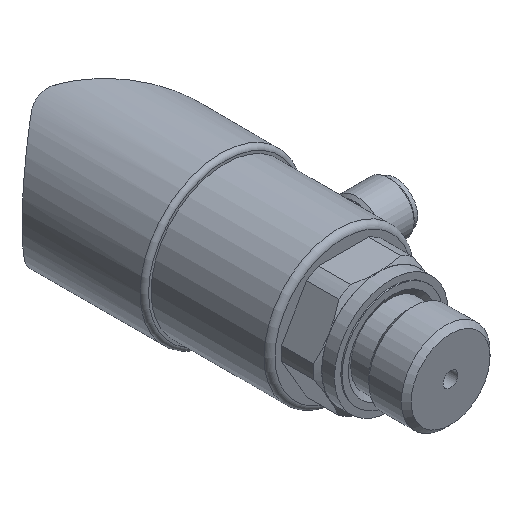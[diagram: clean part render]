
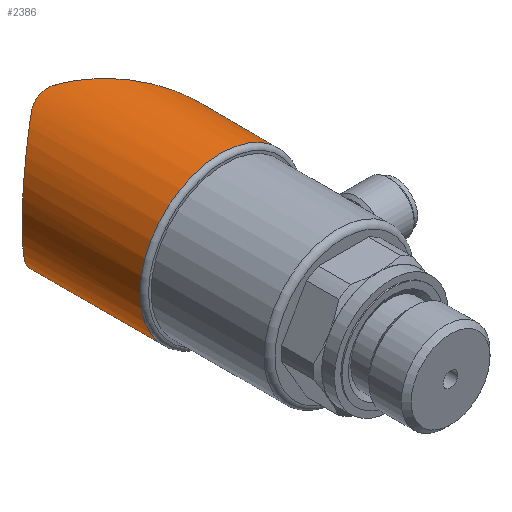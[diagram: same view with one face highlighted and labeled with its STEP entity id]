
A CAD part, isometric view. The second image highlights one B-rep face of the part: STEP entity #2386.
In plain terms, the highlighted cylindrical face has radius 19.1 mm (diameter 38.2 mm), a full revolution.
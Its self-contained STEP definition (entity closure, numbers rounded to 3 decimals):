
#31=ELLIPSE('',#2541,23.74,19.1);
#259=B_SPLINE_CURVE_WITH_KNOTS('',3,(#3396,#3397,#3398,#3399,#3400,#3401,
#3402,#3403,#3404,#3405,#3406,#3407,#3408,#3409,#3410,#3411,#3412,#3413,
#3414,#3415,#3416),.UNSPECIFIED.,.F.,.F.,(4,1,1,1,1,1,1,1,1,1,1,1,1,1,1,
1,1,1,4),(0.,0.005,0.01,0.016,
0.021,0.026,0.031,0.036,
0.042,0.047,0.049,0.052,
0.057,0.062,0.065,0.068,
0.073,0.078,0.083),.UNSPECIFIED.);
#274=B_SPLINE_CURVE_WITH_KNOTS('',3,(#3513,#3514,#3515,#3516,#3517),
 .UNSPECIFIED.,.F.,.F.,(4,1,4),(0.,0.003,
0.007),.UNSPECIFIED.);
#275=B_SPLINE_CURVE_WITH_KNOTS('',3,(#3521,#3522,#3523,#3524,#3525),
 .UNSPECIFIED.,.F.,.F.,(4,1,4),(0.,0.003,
0.007),.UNSPECIFIED.);
#422=ORIENTED_EDGE('',*,*,#850,.F.);
#423=ORIENTED_EDGE('',*,*,#849,.T.);
#424=ORIENTED_EDGE('',*,*,#851,.F.);
#425=ORIENTED_EDGE('',*,*,#847,.T.);
#426=ORIENTED_EDGE('',*,*,#828,.T.);
#828=EDGE_CURVE('',#1039,#1038,#259,.T.);
#847=EDGE_CURVE('',#1052,#1039,#274,.T.);
#849=EDGE_CURVE('',#1038,#1053,#275,.T.);
#850=EDGE_CURVE('',#1054,#1054,#1149,.T.);
#851=EDGE_CURVE('',#1052,#1053,#31,.T.);
#1038=VERTEX_POINT('',#3395);
#1039=VERTEX_POINT('',#3417);
#1052=VERTEX_POINT('',#3518);
#1053=VERTEX_POINT('',#3520);
#1054=VERTEX_POINT('',#3528);
#1149=CIRCLE('',#2540,19.1);
#1221=EDGE_LOOP('',(#422));
#1222=EDGE_LOOP('',(#423,#424,#425,#426));
#1383=FACE_BOUND('',#1221,.T.);
#1384=FACE_BOUND('',#1222,.T.);
#1525=CYLINDRICAL_SURFACE('',#2539,19.1);
#2386=ADVANCED_FACE('',(#1383,#1384),#1525,.T.);
#2539=AXIS2_PLACEMENT_3D('',#3526,#2816,#2817);
#2540=AXIS2_PLACEMENT_3D('',#3527,#2818,#2819);
#2541=AXIS2_PLACEMENT_3D('',#3529,#2820,#2821);
#2816=DIRECTION('',(0.,-1.,0.));
#2817=DIRECTION('',(0.,0.,-1.));
#2818=DIRECTION('',(0.,-1.,0.));
#2819=DIRECTION('',(0.,0.,-1.));
#2820=DIRECTION('',(-0.594,0.805,0.));
#2821=DIRECTION('',(-0.805,-0.594,0.));
#3395=CARTESIAN_POINT('',(-4.87,88.522,18.469));
#3396=CARTESIAN_POINT('',(-4.87,88.522,-18.469));
#3397=CARTESIAN_POINT('',(-3.485,87.504,-18.834));
#3398=CARTESIAN_POINT('',(-0.745,85.42,-19.232));
#3399=CARTESIAN_POINT('',(3.332,82.101,-18.95));
#3400=CARTESIAN_POINT('',(7.176,78.755,-17.852));
#3401=CARTESIAN_POINT('',(10.776,75.415,-15.946));
#3402=CARTESIAN_POINT('',(13.963,72.274,-13.265));
#3403=CARTESIAN_POINT('',(16.671,69.459,-9.7));
#3404=CARTESIAN_POINT('',(18.606,67.353,-5.227));
#3405=CARTESIAN_POINT('',(19.347,66.523,0.01));
#3406=CARTESIAN_POINT('',(18.729,67.215,4.367));
#3407=CARTESIAN_POINT('',(17.621,68.425,7.5));
#3408=CARTESIAN_POINT('',(16.214,69.933,10.3));
#3409=CARTESIAN_POINT('',(13.949,72.288,13.28));
#3410=CARTESIAN_POINT('',(11.296,74.901,15.507));
#3411=CARTESIAN_POINT('',(8.951,77.108,16.913));
#3412=CARTESIAN_POINT('',(6.526,79.32,18.037));
#3413=CARTESIAN_POINT('',(3.28,82.145,18.96));
#3414=CARTESIAN_POINT('',(-0.745,85.419,19.228));
#3415=CARTESIAN_POINT('',(-3.484,87.503,18.834));
#3416=CARTESIAN_POINT('',(-4.87,88.522,18.469));
#3417=CARTESIAN_POINT('',(-4.87,88.522,-18.469));
#3513=CARTESIAN_POINT('',(-10.669,88.423,-15.842));
#3514=CARTESIAN_POINT('',(-9.866,89.015,-16.383));
#3515=CARTESIAN_POINT('',(-7.949,89.709,-17.485));
#3516=CARTESIAN_POINT('',(-5.787,89.152,-18.227));
#3517=CARTESIAN_POINT('',(-4.87,88.522,-18.469));
#3518=CARTESIAN_POINT('',(-10.669,88.423,-15.842));
#3520=CARTESIAN_POINT('',(-10.669,88.423,15.842));
#3521=CARTESIAN_POINT('',(-4.87,88.522,18.469));
#3522=CARTESIAN_POINT('',(-5.784,89.15,18.228));
#3523=CARTESIAN_POINT('',(-7.937,89.711,17.491));
#3524=CARTESIAN_POINT('',(-9.868,89.014,16.382));
#3525=CARTESIAN_POINT('',(-10.669,88.423,15.842));
#3526=CARTESIAN_POINT('',(0.,0.,0.));
#3527=CARTESIAN_POINT('',(0.,54.3,0.));
#3528=CARTESIAN_POINT('',(0.,54.3,-19.1));
#3529=CARTESIAN_POINT('',(0.,96.298,0.));
